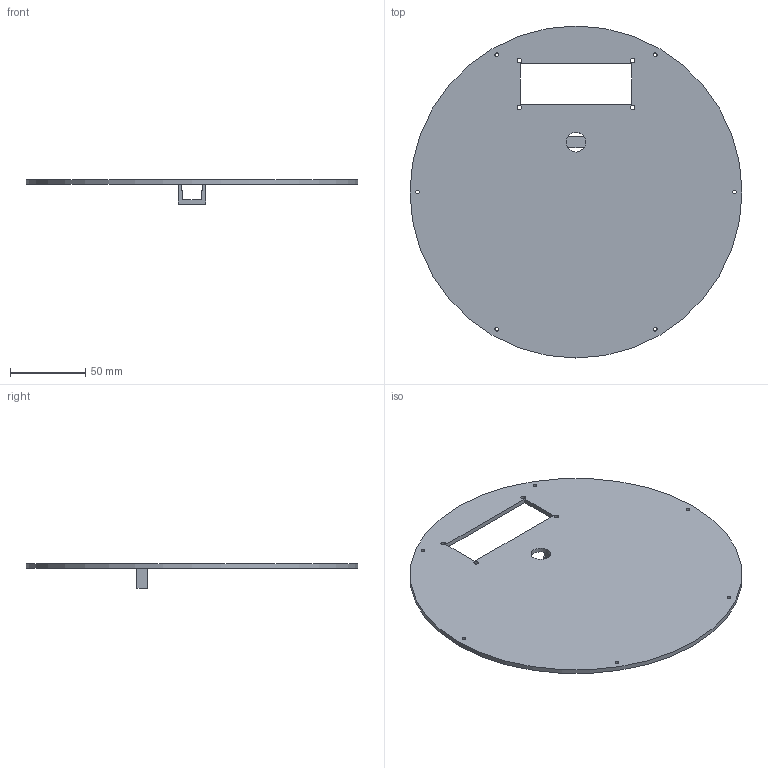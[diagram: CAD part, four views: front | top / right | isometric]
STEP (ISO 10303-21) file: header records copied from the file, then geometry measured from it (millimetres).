
FILE_DESCRIPTION(/* description */ (''),/* implementation_level */ '2;1');
FILE_NAME(/* name */ 'top piece v2.step',/* time_stamp */ '2020-05-14T13:14:45+10:00',/* author */ (''),/* organization */ (''),/* preprocessor_version */ 'ST-DEVELOPER v18.1',/* originating_system */ 'Autodesk Translation Framework v9.2.0.1227',/* authorisation */ '');
FILE_SCHEMA (('AUTOMOTIVE_DESIGN { 1 0 10303 214 3 1 1 }'));
Length unit declared in the file: millimetre
Products named in the file (1): top piece
Bounding box: 220 x 220 x 16 mm (x, y, z)
Volume: 108216.4 mm3; surface area: 75436.1 mm2
Topology: 1 solids, 1 shells, 30 faces, 85 edges, 57 vertices
Faces by surface type: plane 18, cylinder 12
Full cylindrical faces by diameter (mm): 2.5 x6, 3 x4, 13 x1, 220 x1
Entity records: 1067 total; most frequent: CARTESIAN_POINT 173, DIRECTION 172, ORIENTED_EDGE 170, EDGE_CURVE 85, LINE 60, VECTOR 60, VERTEX_POINT 57, EDGE_LOOP 56
